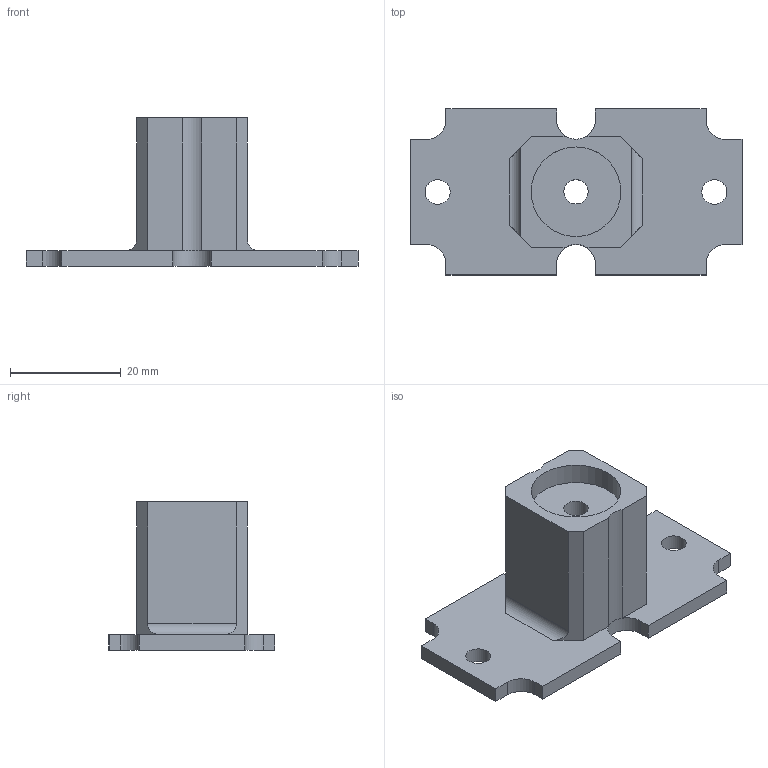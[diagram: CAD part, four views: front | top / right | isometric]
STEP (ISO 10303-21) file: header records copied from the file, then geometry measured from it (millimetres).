
FILE_DESCRIPTION(('FreeCAD Model'),'2;1');
FILE_NAME('e3d-mount-1.step', '2014-05-08T19:06:57',('FreeCAD'),('FreeCAD'), 'Open CASCADE STEP processor 6.3','FreeCAD','Unknown');
FILE_SCHEMA(('AUTOMOTIVE_DESIGN_CC2 { 1 2 10303 214 -1 1 5 4 }'));
Length unit declared in the file: millimetre
Products named in the file (1): Open CASCADE STEP translator 6.3 4
Bounding box: 60 x 30 x 26.8 mm (x, y, z)
Volume: 12636.2 mm3; surface area: 6023 mm2
Topology: 1 solids, 1 shells, 48 faces, 135 edges, 90 vertices
Faces by surface type: plane 33, cylinder 15
Full cylindrical faces by diameter (mm): 4.4 x2, 4.5 x2, 16.2 x1
Entity records: 3358 total; most frequent: CARTESIAN_POINT 588, DIRECTION 529, LINE 340, VECTOR 340, ORIENTED_EDGE 270, PCURVE 270, DEFINITIONAL_REPRESENTATION 270, EDGE_CURVE 135
